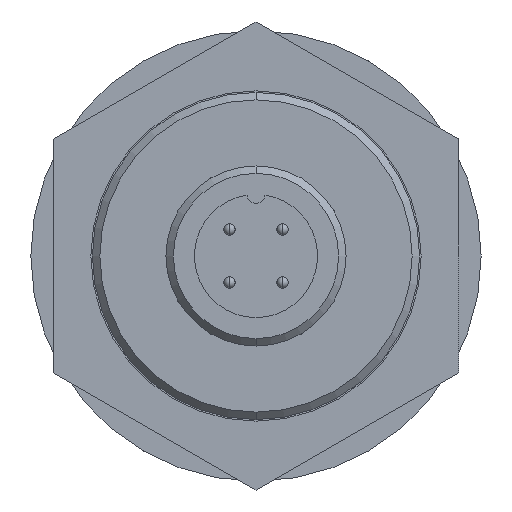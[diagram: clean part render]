
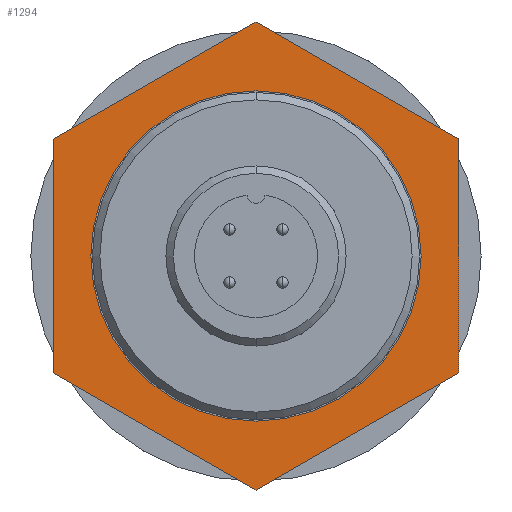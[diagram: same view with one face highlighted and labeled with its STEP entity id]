
A CAD part, front view. The second image highlights one B-rep face of the part: STEP entity #1294.
In plain terms, the highlighted planar face has unit normal (0, -1, 0).
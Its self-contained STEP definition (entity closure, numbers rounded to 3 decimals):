
#27 = ORIENTED_EDGE ( 'NONE', *, *, #1840, .T. ) ;
#58 = AXIS2_PLACEMENT_3D ( 'NONE', #394, #1555, #1552 ) ;
#87 = VERTEX_POINT ( 'NONE', #2040 ) ;
#124 = EDGE_CURVE ( 'NONE', #250, #731, #2274, .T. ) ;
#175 = ORIENTED_EDGE ( 'NONE', *, *, #124, .F. ) ;
#178 = CARTESIAN_POINT ( 'NONE',  ( -13.5, -11.8, -7.794 ) ) ;
#189 = CARTESIAN_POINT ( 'NONE',  ( 13.5, -11.8, -7.794 ) ) ;
#208 = EDGE_CURVE ( 'NONE', #731, #250, #2086, .T. ) ;
#250 = VERTEX_POINT ( 'NONE', #1112 ) ;
#286 = EDGE_CURVE ( 'NONE', #839, #319, #2506, .T. ) ;
#319 = VERTEX_POINT ( 'NONE', #547 ) ;
#341 = ORIENTED_EDGE ( 'NONE', *, *, #531, .T. ) ;
#394 = CARTESIAN_POINT ( 'NONE',  ( 0., -11.8, 0. ) ) ;
#476 = PLANE ( 'NONE',  #1898 ) ;
#484 = ORIENTED_EDGE ( 'NONE', *, *, #1685, .T. ) ;
#531 = EDGE_CURVE ( 'NONE', #809, #87, #1008, .T. ) ;
#547 = CARTESIAN_POINT ( 'NONE',  ( 0., -11.8, 15.588 ) ) ;
#573 = ORIENTED_EDGE ( 'NONE', *, *, #286, .T. ) ;
#660 = VERTEX_POINT ( 'NONE', #677 ) ;
#677 = CARTESIAN_POINT ( 'NONE',  ( -13.5, -11.8, 7.794 ) ) ;
#731 = VERTEX_POINT ( 'NONE', #2437 ) ;
#744 = DIRECTION ( 'NONE',  ( 0., -1., 0. ) ) ;
#754 = EDGE_LOOP ( 'NONE', ( #484, #1879, #2024, #341, #27, #573 ) ) ;
#806 = VERTEX_POINT ( 'NONE', #178 ) ;
#809 = VERTEX_POINT ( 'NONE', #993 ) ;
#839 = VERTEX_POINT ( 'NONE', #2169 ) ;
#888 = LINE ( 'NONE', #2191, #1531 ) ;
#916 = DIRECTION ( 'NONE',  ( -0.866, 0., 0.5 ) ) ;
#984 = VECTOR ( 'NONE', #1149, 1000. ) ;
#993 = CARTESIAN_POINT ( 'NONE',  ( 0., -11.8, -15.588 ) ) ;
#1008 = LINE ( 'NONE', #2515, #2476 ) ;
#1011 = ORIENTED_EDGE ( 'NONE', *, *, #208, .F. ) ;
#1017 = DIRECTION ( 'NONE',  ( 0.866, 0., -0.5 ) ) ;
#1037 = EDGE_LOOP ( 'NONE', ( #1011, #175 ) ) ;
#1041 = CARTESIAN_POINT ( 'NONE',  ( 13.5, -11.8, 7.794 ) ) ;
#1053 = VECTOR ( 'NONE', #2170, 1000. ) ;
#1112 = CARTESIAN_POINT ( 'NONE',  ( 0., -11.8, -11. ) ) ;
#1149 = DIRECTION ( 'NONE',  ( 0., 0., -1. ) ) ;
#1170 = DIRECTION ( 'NONE',  ( 0., 0., -1. ) ) ;
#1175 = VECTOR ( 'NONE', #1560, 1000. ) ;
#1177 = EDGE_CURVE ( 'NONE', #660, #806, #1859, .T. ) ;
#1182 = DIRECTION ( 'NONE',  ( 0., -1., 0. ) ) ;
#1189 = CARTESIAN_POINT ( 'NONE',  ( 0., -11.8, 0. ) ) ;
#1244 = AXIS2_PLACEMENT_3D ( 'NONE', #1189, #1182, #1170 ) ;
#1294 = ADVANCED_FACE ( 'NONE', ( #1680, #1921 ), #476, .T. ) ;
#1360 = CARTESIAN_POINT ( 'NONE',  ( 0., -11.8, 15.588 ) ) ;
#1475 = VECTOR ( 'NONE', #916, 1000. ) ;
#1531 = VECTOR ( 'NONE', #1017, 1000. ) ;
#1552 = DIRECTION ( 'NONE',  ( 0., 0., -1. ) ) ;
#1555 = DIRECTION ( 'NONE',  ( 0., -1., 0. ) ) ;
#1560 = DIRECTION ( 'NONE',  ( -0.866, 0., -0.5 ) ) ;
#1592 = LINE ( 'NONE', #189, #1053 ) ;
#1680 = FACE_OUTER_BOUND ( 'NONE', #754, .T. ) ;
#1685 = EDGE_CURVE ( 'NONE', #319, #660, #2642, .T. ) ;
#1840 = EDGE_CURVE ( 'NONE', #87, #839, #1592, .T. ) ;
#1859 = LINE ( 'NONE', #1908, #984 ) ;
#1879 = ORIENTED_EDGE ( 'NONE', *, *, #1177, .T. ) ;
#1890 = EDGE_CURVE ( 'NONE', #806, #809, #888, .T. ) ;
#1898 = AXIS2_PLACEMENT_3D ( 'NONE', #1988, #744, #2182 ) ;
#1908 = CARTESIAN_POINT ( 'NONE',  ( -13.5, -11.8, 7.794 ) ) ;
#1921 = FACE_BOUND ( 'NONE', #1037, .T. ) ;
#1988 = CARTESIAN_POINT ( 'NONE',  ( 0., -11.8, 0. ) ) ;
#2024 = ORIENTED_EDGE ( 'NONE', *, *, #1890, .T. ) ;
#2040 = CARTESIAN_POINT ( 'NONE',  ( 13.5, -11.8, -7.794 ) ) ;
#2086 = CIRCLE ( 'NONE', #1244, 11. ) ;
#2169 = CARTESIAN_POINT ( 'NONE',  ( 13.5, -11.8, 7.794 ) ) ;
#2170 = DIRECTION ( 'NONE',  ( 0., 0., 1. ) ) ;
#2182 = DIRECTION ( 'NONE',  ( 0., 0., -1. ) ) ;
#2191 = CARTESIAN_POINT ( 'NONE',  ( -13.5, -11.8, -7.794 ) ) ;
#2274 = CIRCLE ( 'NONE', #58, 11. ) ;
#2437 = CARTESIAN_POINT ( 'NONE',  ( 0., -11.8, 11. ) ) ;
#2476 = VECTOR ( 'NONE', #2660, 1000. ) ;
#2506 = LINE ( 'NONE', #1041, #1475 ) ;
#2515 = CARTESIAN_POINT ( 'NONE',  ( 0., -11.8, -15.588 ) ) ;
#2642 = LINE ( 'NONE', #1360, #1175 ) ;
#2660 = DIRECTION ( 'NONE',  ( 0.866, 0., 0.5 ) ) ;
